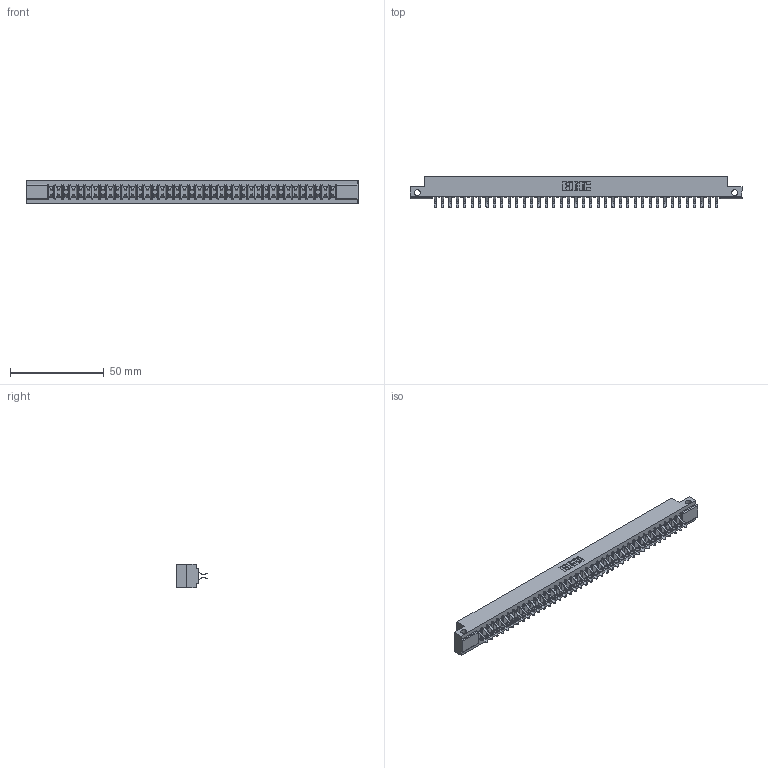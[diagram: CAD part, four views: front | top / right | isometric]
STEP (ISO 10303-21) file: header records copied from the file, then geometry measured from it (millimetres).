
FILE_DESCRIPTION (( 'STEP AP203' ), '1' );
FILE_NAME ('357-078-556-212.STEP', '2018-08-12T22:43:05', ( '' ), ( '' ), 'SwSTEP 2.0', 'SolidWorks 2016', '' );
FILE_SCHEMA (( 'CONFIG_CONTROL_DESIGN' ));
Length unit declared in the file: inch
Products named in the file (3): 307-290-001_556; 357-078-556-212; 307 Part_.128 Dia Side Mounting Holes
Assembly tree (79 placements, depth 2):
  357-078-556-212
    307 Part_.128 Dia Side Mounting Holes
    307-290-001_556  x78
Bounding box: 177.55 x 16.97 x 12.7 mm (x, y, z)
Volume: 18702.4 mm3; surface area: 22602.9 mm2
Topology: 79 solids, 79 shells, 4058 faces, 11399 edges, 7386 vertices
Faces by surface type: plane 2644, cylinder 1334, sphere 80
Entity records: 35158 total; most frequent: CARTESIAN_POINT 5751, ORIENTED_EDGE 5698, DIRECTION 5635, EDGE_CURVE 2849, LINE 2183, VECTOR 2183, VERTEX_POINT 1842, AXIS2_PLACEMENT_3D 1726
